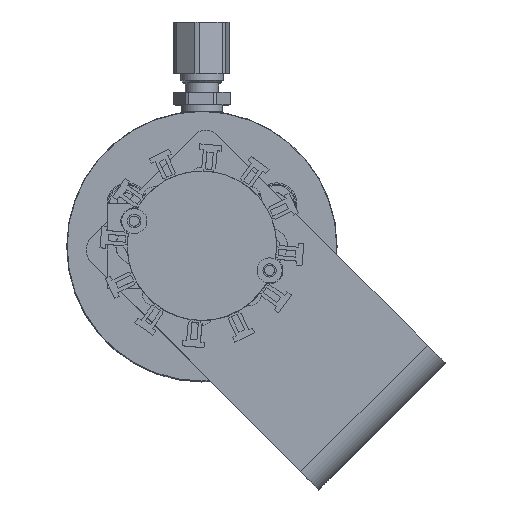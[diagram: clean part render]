
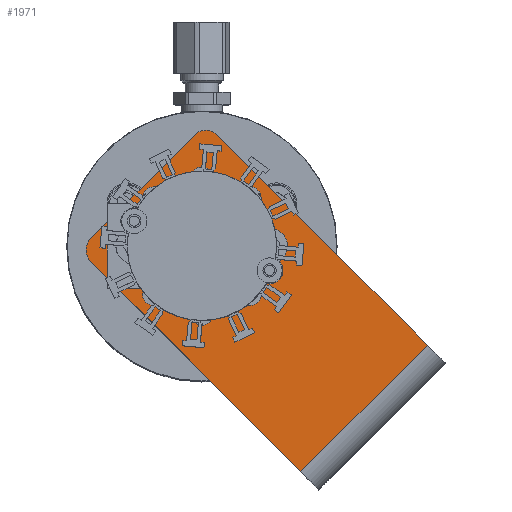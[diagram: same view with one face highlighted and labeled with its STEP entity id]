
A CAD part, top view. The second image highlights one B-rep face of the part: STEP entity #1971.
In plain terms, the highlighted planar face has unit normal (0, 0, 1).
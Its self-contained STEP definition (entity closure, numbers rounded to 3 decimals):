
#1426=CARTESIAN_POINT('',(-7.453,7.453,67.885));
#1427=VERTEX_POINT('',#1426);
#1428=CARTESIAN_POINT('',(-8.98,8.98,67.885));
#1429=DIRECTION('',(0.,0.,-1.0));
#1430=DIRECTION('',(0.707,-0.707,0.));
#1431=AXIS2_PLACEMENT_3D('',#1428,#1429,#1430);
#1432=CIRCLE('',#1431,2.16);
#1433=EDGE_CURVE('',#1427,#1427,#1432,.T.);
#1454=CARTESIAN_POINT('',(7.453,7.453,67.885));
#1455=VERTEX_POINT('',#1454);
#1456=CARTESIAN_POINT('',(8.98,8.98,67.885));
#1457=DIRECTION('',(0.,0.,-1.0));
#1458=DIRECTION('',(-0.707,-0.707,0.));
#1459=AXIS2_PLACEMENT_3D('',#1456,#1457,#1458);
#1460=CIRCLE('',#1459,2.16);
#1461=EDGE_CURVE('',#1455,#1455,#1460,.T.);
#1482=CARTESIAN_POINT('',(0.,-10.54,67.885));
#1483=VERTEX_POINT('',#1482);
#1484=CARTESIAN_POINT('',(0.,-12.7,67.885));
#1485=DIRECTION('',(0.0,0.0,-1.0));
#1486=DIRECTION('',(0.0,1.0,0.0));
#1487=AXIS2_PLACEMENT_3D('',#1484,#1485,#1486);
#1488=CIRCLE('',#1487,2.16);
#1489=EDGE_CURVE('',#1483,#1483,#1488,.T.);
#1510=CARTESIAN_POINT('',(6.744,6.744,67.885));
#1511=VERTEX_POINT('',#1510);
#1512=CARTESIAN_POINT('',(0.,0.,67.885));
#1513=DIRECTION('',(0.,0.,-1.0));
#1514=DIRECTION('',(0.707,0.707,0.));
#1515=AXIS2_PLACEMENT_3D('',#1512,#1513,#1514);
#1516=CIRCLE('',#1515,9.538);
#1517=EDGE_CURVE('',#1511,#1511,#1516,.T.);
#1538=CARTESIAN_POINT('',(-1.438,20.833,67.885));
#1539=VERTEX_POINT('',#1538);
#1540=CARTESIAN_POINT('',(2.875,20.833,67.885));
#1541=VERTEX_POINT('',#1540);
#1542=CARTESIAN_POINT('',(0.718,18.676,67.885));
#1543=DIRECTION('',(0.0,0.0,-1.0));
#1544=DIRECTION('',(0.0,1.0,0.0));
#1545=AXIS2_PLACEMENT_3D('',#1542,#1543,#1544);
#1546=CIRCLE('',#1545,3.05);
#1547=EDGE_CURVE('',#1539,#1541,#1546,.T.);
#1857=CARTESIAN_POINT('',(0.718,22.989,67.885));
#1858=DIRECTION('',(0.0,0.0,1.0));
#1859=DIRECTION('',(0.707,0.707,0.0));
#1860=AXIS2_PLACEMENT_3D('',#1857,#1858,#1859);
#1861=PLANE('',#1860);
#1862=CARTESIAN_POINT('',(42.24,-18.532,67.885));
#1863=VERTEX_POINT('',#1862);
#1864=CARTESIAN_POINT('',(18.532,-42.24,67.885));
#1865=VERTEX_POINT('',#1864);
#1866=CARTESIAN_POINT('',(42.24,-18.532,67.885));
#1867=DIRECTION('',(-0.707,-0.707,0.));
#1868=VECTOR('',#1867,33.528);
#1869=LINE('',#1866,#1868);
#1870=EDGE_CURVE('',#1863,#1865,#1869,.T.);
#1871=ORIENTED_EDGE('',*,*,#1870,.F.);
#1872=CARTESIAN_POINT('',(2.875,20.833,67.885));
#1873=DIRECTION('',(0.707,-0.707,0.));
#1874=VECTOR('',#1873,55.67);
#1875=LINE('',#1872,#1874);
#1876=EDGE_CURVE('',#1541,#1863,#1875,.T.);
#1877=ORIENTED_EDGE('',*,*,#1876,.F.);
#1878=ORIENTED_EDGE('',*,*,#1547,.F.);
#1879=CARTESIAN_POINT('',(-20.833,1.438,67.885));
#1880=VERTEX_POINT('',#1879);
#1881=CARTESIAN_POINT('',(-1.438,20.833,67.885));
#1882=DIRECTION('',(-0.707,-0.707,0.));
#1883=VECTOR('',#1882,27.428);
#1884=LINE('',#1881,#1883);
#1885=EDGE_CURVE('',#1539,#1880,#1884,.T.);
#1886=ORIENTED_EDGE('',*,*,#1885,.T.);
#1887=CARTESIAN_POINT('',(-20.833,-2.875,67.885));
#1888=VERTEX_POINT('',#1887);
#1889=CARTESIAN_POINT('',(-18.676,-0.718,67.885));
#1890=DIRECTION('',(0.0,0.0,-1.0));
#1891=DIRECTION('',(-1.0,0.0,0.0));
#1892=AXIS2_PLACEMENT_3D('',#1889,#1890,#1891);
#1893=CIRCLE('',#1892,3.05);
#1894=EDGE_CURVE('',#1888,#1880,#1893,.T.);
#1895=ORIENTED_EDGE('',*,*,#1894,.F.);
#1896=CARTESIAN_POINT('',(-20.833,-2.875,67.885));
#1897=DIRECTION('',(0.707,-0.707,0.));
#1898=VECTOR('',#1897,55.67);
#1899=LINE('',#1896,#1898);
#1900=EDGE_CURVE('',#1888,#1865,#1899,.T.);
#1901=ORIENTED_EDGE('',*,*,#1900,.T.);
#1902=EDGE_LOOP('',(#1871,#1877,#1878,#1886,#1895,#1901));
#1903=FACE_OUTER_BOUND('',#1902,.T.);
#1904=CARTESIAN_POINT('',(-10.54,0.,67.885));
#1905=VERTEX_POINT('',#1904);
#1906=CARTESIAN_POINT('',(-12.7,0.,67.885));
#1907=DIRECTION('',(0.0,0.0,-1.0));
#1908=DIRECTION('',(1.0,0.0,0.0));
#1909=AXIS2_PLACEMENT_3D('',#1906,#1907,#1908);
#1910=CIRCLE('',#1909,2.16);
#1911=EDGE_CURVE('',#1905,#1905,#1910,.T.);
#1912=ORIENTED_EDGE('',*,*,#1911,.T.);
#1913=EDGE_LOOP('',(#1912));
#1914=FACE_BOUND('',#1913,.T.);
#1915=ORIENTED_EDGE('',*,*,#1433,.T.);
#1916=EDGE_LOOP('',(#1915));
#1917=FACE_BOUND('',#1916,.T.);
#1918=CARTESIAN_POINT('',(0.,10.54,67.885));
#1919=VERTEX_POINT('',#1918);
#1920=CARTESIAN_POINT('',(0.,12.7,67.885));
#1921=DIRECTION('',(0.0,0.0,-1.0));
#1922=DIRECTION('',(0.0,-1.0,0.0));
#1923=AXIS2_PLACEMENT_3D('',#1920,#1921,#1922);
#1924=CIRCLE('',#1923,2.16);
#1925=EDGE_CURVE('',#1919,#1919,#1924,.T.);
#1926=ORIENTED_EDGE('',*,*,#1925,.T.);
#1927=EDGE_LOOP('',(#1926));
#1928=FACE_BOUND('',#1927,.T.);
#1929=ORIENTED_EDGE('',*,*,#1461,.T.);
#1930=EDGE_LOOP('',(#1929));
#1931=FACE_BOUND('',#1930,.T.);
#1932=CARTESIAN_POINT('',(10.54,0.,67.885));
#1933=VERTEX_POINT('',#1932);
#1934=CARTESIAN_POINT('',(12.7,0.,67.885));
#1935=DIRECTION('',(0.0,0.0,-1.0));
#1936=DIRECTION('',(-1.0,0.0,0.0));
#1937=AXIS2_PLACEMENT_3D('',#1934,#1935,#1936);
#1938=CIRCLE('',#1937,2.16);
#1939=EDGE_CURVE('',#1933,#1933,#1938,.T.);
#1940=ORIENTED_EDGE('',*,*,#1939,.T.);
#1941=EDGE_LOOP('',(#1940));
#1942=FACE_BOUND('',#1941,.T.);
#1943=CARTESIAN_POINT('',(7.453,-7.453,67.885));
#1944=VERTEX_POINT('',#1943);
#1945=CARTESIAN_POINT('',(8.98,-8.98,67.885));
#1946=DIRECTION('',(0.,0.,-1.0));
#1947=DIRECTION('',(-0.707,0.707,0.));
#1948=AXIS2_PLACEMENT_3D('',#1945,#1946,#1947);
#1949=CIRCLE('',#1948,2.16);
#1950=EDGE_CURVE('',#1944,#1944,#1949,.T.);
#1951=ORIENTED_EDGE('',*,*,#1950,.T.);
#1952=EDGE_LOOP('',(#1951));
#1953=FACE_BOUND('',#1952,.T.);
#1954=ORIENTED_EDGE('',*,*,#1489,.T.);
#1955=EDGE_LOOP('',(#1954));
#1956=FACE_BOUND('',#1955,.T.);
#1957=CARTESIAN_POINT('',(-7.453,-7.453,67.885));
#1958=VERTEX_POINT('',#1957);
#1959=CARTESIAN_POINT('',(-8.98,-8.98,67.885));
#1960=DIRECTION('',(0.,0.,-1.0));
#1961=DIRECTION('',(0.707,0.707,0.));
#1962=AXIS2_PLACEMENT_3D('',#1959,#1960,#1961);
#1963=CIRCLE('',#1962,2.16);
#1964=EDGE_CURVE('',#1958,#1958,#1963,.T.);
#1965=ORIENTED_EDGE('',*,*,#1964,.T.);
#1966=EDGE_LOOP('',(#1965));
#1967=FACE_BOUND('',#1966,.T.);
#1968=ORIENTED_EDGE('',*,*,#1517,.T.);
#1969=EDGE_LOOP('',(#1968));
#1970=FACE_BOUND('',#1969,.T.);
#1971=ADVANCED_FACE('',(#1903,#1914,#1917,#1928,#1931,#1942,#1953,#1956,#1967,#1970),#1861,.T.);
